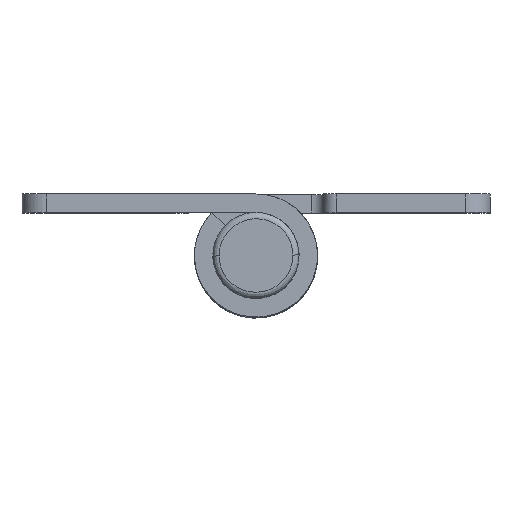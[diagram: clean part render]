
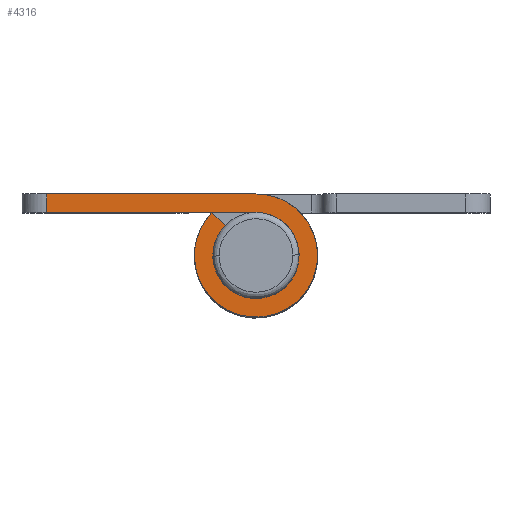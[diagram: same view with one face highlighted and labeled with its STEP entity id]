
A CAD part, top view. The second image highlights one B-rep face of the part: STEP entity #4316.
In plain terms, the highlighted free-form (B-spline) face has degree [1, 1] with [2, 2] control points.
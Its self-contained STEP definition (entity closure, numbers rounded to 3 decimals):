
#1144=CARTESIAN_POINT('',(-2.5,2.45,51.));
#1145=VERTEX_POINT('',#1144);
#1151=CARTESIAN_POINT('',(0.,3.5,51.));
#1152=VERTEX_POINT('',#1151);
#1153=CARTESIAN_POINT('',(0.,3.5,51.));
#1154=CARTESIAN_POINT('',(0.213,3.5,51.));
#1155=CARTESIAN_POINT('',(0.65,3.46,51.));
#1156=CARTESIAN_POINT('',(1.327,3.267,51.));
#1157=CARTESIAN_POINT('',(1.938,2.942,51.));
#1158=CARTESIAN_POINT('',(2.492,2.489,51.));
#1159=CARTESIAN_POINT('',(2.877,2.024,51.));
#1160=CARTESIAN_POINT('',(3.182,1.491,51.));
#1161=CARTESIAN_POINT('',(3.406,0.905,51.));
#1162=CARTESIAN_POINT('',(3.519,0.209,51.));
#1163=CARTESIAN_POINT('',(3.484,-0.531,51.));
#1164=CARTESIAN_POINT('',(3.328,-1.14,51.));
#1165=CARTESIAN_POINT('',(3.071,-1.711,51.));
#1166=CARTESIAN_POINT('',(2.766,-2.173,51.));
#1167=CARTESIAN_POINT('',(2.353,-2.611,51.));
#1168=CARTESIAN_POINT('',(1.935,-2.932,51.));
#1169=CARTESIAN_POINT('',(1.486,-3.181,51.));
#1170=CARTESIAN_POINT('',(0.983,-3.376,51.));
#1171=CARTESIAN_POINT('',(0.319,-3.514,51.));
#1172=CARTESIAN_POINT('',(-0.399,-3.503,51.));
#1173=CARTESIAN_POINT('',(-1.158,-3.33,51.));
#1174=CARTESIAN_POINT('',(-1.775,-3.045,51.));
#1175=CARTESIAN_POINT('',(-2.33,-2.635,51.));
#1176=CARTESIAN_POINT('',(-2.72,-2.226,51.));
#1177=CARTESIAN_POINT('',(-3.04,-1.761,51.));
#1178=CARTESIAN_POINT('',(-3.308,-1.208,51.));
#1179=CARTESIAN_POINT('',(-3.463,-0.624,51.));
#1180=CARTESIAN_POINT('',(-3.518,0.05,51.));
#1181=CARTESIAN_POINT('',(-3.454,0.727,51.));
#1182=CARTESIAN_POINT('',(-3.229,1.407,51.));
#1183=CARTESIAN_POINT('',(-2.902,1.987,51.));
#1184=CARTESIAN_POINT('',(-2.648,2.298,51.));
#1185=CARTESIAN_POINT('',(-2.5,2.45,51.));
#1186=B_SPLINE_CURVE_WITH_KNOTS('',3,(#1153,#1154,#1155,#1156,#1157,#1158,#1159,#1160,#1161,#1162,#1163,#1164,#1165,#1166,#1167,#1168,#1169,#1170,#1171,#1172,#1173,#1174,#1175,#1176,#1177,#1178,#1179,#1180,#1181,#1182,#1183,#1184,#1185),.UNSPECIFIED.,.F.,.U.,(4,1,1,1,1,1,1,1,1,1,1,1,1,1,1,1,1,1,1,1,1,1,1,1,1,1,1,1,1,1,4),(0.,0.638,1.313,2.101,2.701,3.451,3.901,4.539,5.327,6.002,6.753,7.203,7.878,8.403,9.003,9.454,9.941,10.617,11.479,12.08,12.942,13.505,14.143,14.631,15.193,15.981,16.431,17.219,18.007,18.57,19.207),.UNSPECIFIED.);
#1187=EDGE_CURVE('',#1152,#1145,#1186,.T.);
#2961=CARTESIAN_POINT('',(-17.,5.,51.));
#2962=VERTEX_POINT('',#2961);
#2986=CARTESIAN_POINT('',(-17.,3.5,51.));
#2987=VERTEX_POINT('',#2986);
#3001=CARTESIAN_POINT('',(-17.,3.5,51.));
#3002=CARTESIAN_POINT('',(-17.,5.,51.));
#3003=QUASI_UNIFORM_CURVE('',1,(#3001,#3002),.UNSPECIFIED.,.F.,.U.);
#3004=EDGE_CURVE('',#2987,#2962,#3003,.T.);
#4250=CARTESIAN_POINT('',(6.099,-5.499,51.));
#4251=CARTESIAN_POINT('',(-18.099,-5.499,51.));
#4252=CARTESIAN_POINT('',(6.099,5.5,51.));
#4253=CARTESIAN_POINT('',(-18.099,5.5,51.));
#4254=B_SPLINE_SURFACE_WITH_KNOTS('',1,1,((#4250,#4252),(#4251,#4253)),.UNSPECIFIED.,.F.,.F.,.U.,(2,2),(2,2),(0.0,24.198),(0.0,10.999),.UNSPECIFIED.);
#4255=CARTESIAN_POINT('',(-17.,3.5,51.));
#4256=CARTESIAN_POINT('',(0.,3.5,51.));
#4257=QUASI_UNIFORM_CURVE('',1,(#4255,#4256),.UNSPECIFIED.,.F.,.U.);
#4258=EDGE_CURVE('',#2987,#1152,#4257,.T.);
#4259=ORIENTED_EDGE('',*,*,#4258,.T.);
#4260=ORIENTED_EDGE('',*,*,#1187,.T.);
#4261=CARTESIAN_POINT('',(-3.585,3.486,51.));
#4262=VERTEX_POINT('',#4261);
#4263=CARTESIAN_POINT('',(-2.5,2.45,51.));
#4264=CARTESIAN_POINT('',(-3.585,3.486,51.));
#4265=QUASI_UNIFORM_CURVE('',1,(#4263,#4264),.UNSPECIFIED.,.F.,.U.);
#4266=EDGE_CURVE('',#1145,#4262,#4265,.T.);
#4267=ORIENTED_EDGE('',*,*,#4266,.T.);
#4268=CARTESIAN_POINT('',(0.,5.0,51.));
#4269=VERTEX_POINT('',#4268);
#4270=CARTESIAN_POINT('',(0.,5.0,51.));
#4271=CARTESIAN_POINT('',(0.303,5.,51.));
#4272=CARTESIAN_POINT('',(0.982,4.938,51.));
#4273=CARTESIAN_POINT('',(1.893,4.662,51.));
#4274=CARTESIAN_POINT('',(2.716,4.226,51.));
#4275=CARTESIAN_POINT('',(3.271,3.801,51.));
#4276=CARTESIAN_POINT('',(3.79,3.285,51.));
#4277=CARTESIAN_POINT('',(4.271,2.659,51.));
#4278=CARTESIAN_POINT('',(4.655,1.888,51.));
#4279=CARTESIAN_POINT('',(4.916,1.033,51.));
#4280=CARTESIAN_POINT('',(5.016,0.268,51.));
#4281=CARTESIAN_POINT('',(4.986,-0.572,51.));
#4282=CARTESIAN_POINT('',(4.827,-1.418,51.));
#4283=CARTESIAN_POINT('',(4.476,-2.302,51.));
#4284=CARTESIAN_POINT('',(3.899,-3.188,51.));
#4285=CARTESIAN_POINT('',(3.276,-3.811,51.));
#4286=CARTESIAN_POINT('',(2.604,-4.285,51.));
#4287=CARTESIAN_POINT('',(1.923,-4.644,51.));
#4288=CARTESIAN_POINT('',(1.051,-4.922,51.));
#4289=CARTESIAN_POINT('',(0.071,-5.031,51.));
#4290=CARTESIAN_POINT('',(-0.805,-4.958,51.));
#4291=CARTESIAN_POINT('',(-1.603,-4.756,51.));
#4292=CARTESIAN_POINT('',(-2.395,-4.423,51.));
#4293=CARTESIAN_POINT('',(-3.188,-3.897,51.));
#4294=CARTESIAN_POINT('',(-3.87,-3.209,51.));
#4295=CARTESIAN_POINT('',(-4.376,-2.47,51.));
#4296=CARTESIAN_POINT('',(-4.703,-1.753,51.));
#4297=CARTESIAN_POINT('',(-4.929,-0.961,51.));
#4298=CARTESIAN_POINT('',(-5.019,-0.196,51.));
#4299=CARTESIAN_POINT('',(-4.98,0.627,51.));
#4300=CARTESIAN_POINT('',(-4.828,1.382,51.));
#4301=CARTESIAN_POINT('',(-4.557,2.103,51.));
#4302=CARTESIAN_POINT('',(-4.156,2.821,51.));
#4303=CARTESIAN_POINT('',(-3.809,3.255,51.));
#4304=CARTESIAN_POINT('',(-3.585,3.486,51.));
#4305=B_SPLINE_CURVE_WITH_KNOTS('',3,(#4270,#4271,#4272,#4273,#4274,#4275,#4276,#4277,#4278,#4279,#4280,#4281,#4282,#4283,#4284,#4285,#4286,#4287,#4288,#4289,#4290,#4291,#4292,#4293,#4294,#4295,#4296,#4297,#4298,#4299,#4300,#4301,#4302,#4303,#4304),.UNSPECIFIED.,.F.,.U.,(4,1,1,1,1,1,1,1,1,1,1,1,1,1,1,1,1,1,1,1,1,1,1,1,1,1,1,1,1,1,1,1,4),(0.,0.91,2.035,2.838,3.695,4.124,5.034,6.052,6.694,7.712,8.354,9.211,10.282,11.193,12.371,12.906,13.656,14.674,15.638,16.601,17.298,18.101,19.172,20.136,20.993,21.85,22.492,23.456,24.152,24.956,25.759,26.455,27.419),.UNSPECIFIED.);
#4306=EDGE_CURVE('',#4269,#4262,#4305,.T.);
#4307=ORIENTED_EDGE('',*,*,#4306,.F.);
#4308=CARTESIAN_POINT('',(0.,5.0,51.));
#4309=CARTESIAN_POINT('',(-17.,5.,51.));
#4310=QUASI_UNIFORM_CURVE('',1,(#4308,#4309),.UNSPECIFIED.,.F.,.U.);
#4311=EDGE_CURVE('',#4269,#2962,#4310,.T.);
#4312=ORIENTED_EDGE('',*,*,#4311,.T.);
#4313=ORIENTED_EDGE('',*,*,#3004,.F.);
#4314=EDGE_LOOP('',(#4259,#4260,#4267,#4307,#4312,#4313));
#4315=FACE_OUTER_BOUND('',#4314,.T.);
#4316=ADVANCED_FACE('',(#4315),#4254,.F.);
